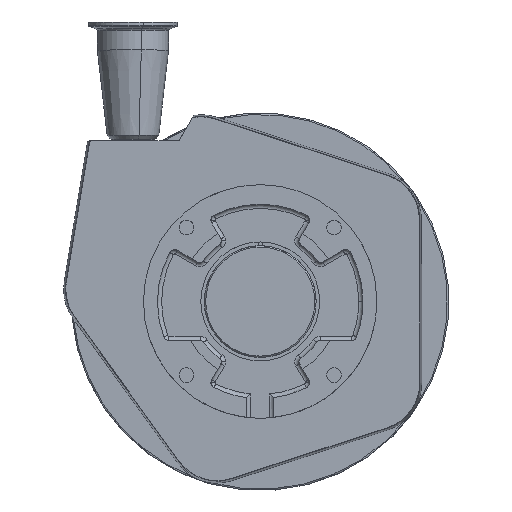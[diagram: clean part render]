
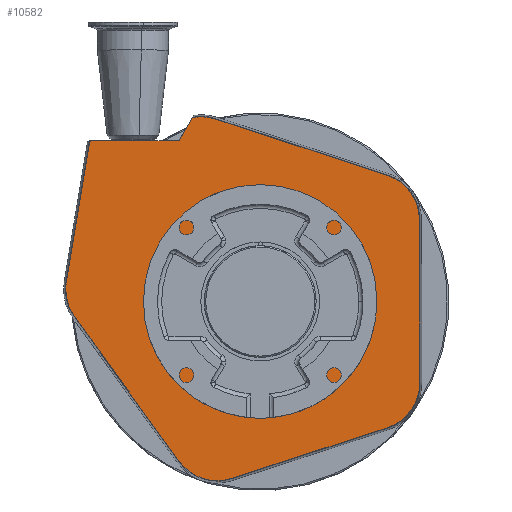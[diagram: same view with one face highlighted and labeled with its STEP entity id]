
A CAD part, top view. The second image highlights one B-rep face of the part: STEP entity #10582.
In plain terms, the highlighted planar face has unit normal (0, 0, 1).
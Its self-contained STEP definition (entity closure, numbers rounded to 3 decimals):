
#36 = CARTESIAN_POINT ( 'NONE',  ( -138.584, 14.338, -141.5 ) ) ;
#47 = CIRCLE ( 'NONE', #5005, 33.406 ) ;
#323 = CARTESIAN_POINT ( 'NONE',  ( -122.265, 112.692, -141.5 ) ) ;
#366 = ORIENTED_EDGE ( 'NONE', *, *, #1987, .T. ) ;
#496 = VECTOR ( 'NONE', #13678, 1000. ) ;
#650 = ORIENTED_EDGE ( 'NONE', *, *, #4903, .F. ) ;
#662 = CIRCLE ( 'NONE', #12815, 33.406 ) ;
#703 = DIRECTION ( 'NONE',  ( 0., -1., 0. ) ) ;
#794 = DIRECTION ( 'NONE',  ( 0., -1., 0. ) ) ;
#1054 = ORIENTED_EDGE ( 'NONE', *, *, #1097, .F. ) ;
#1097 = EDGE_CURVE ( 'NONE', #7407, #6781, #7524, .T. ) ;
#1108 = VERTEX_POINT ( 'NONE', #8719 ) ;
#1162 = CARTESIAN_POINT ( 'NONE',  ( -42.176, 98.881, -141.5 ) ) ;
#1312 = VERTEX_POINT ( 'NONE', #9281 ) ;
#1446 = DIRECTION ( 'NONE',  ( 0., 0., -1. ) ) ;
#1578 = PLANE ( 'NONE',  #13080 ) ;
#1638 = CIRCLE ( 'NONE', #12426, 55. ) ;
#1758 = ORIENTED_EDGE ( 'NONE', *, *, #11363, .F. ) ;
#1835 = CARTESIAN_POINT ( 'NONE',  ( -30.912, -94.576, -141.5 ) ) ;
#1906 = CARTESIAN_POINT ( 'NONE',  ( 80.395, 58.625, -141.5 ) ) ;
#1942 = CARTESIAN_POINT ( 'NONE',  ( -57.994, -114.136, -141.5 ) ) ;
#1987 = EDGE_CURVE ( 'NONE', #10077, #3532, #12846, .T. ) ;
#2024 = VERTEX_POINT ( 'NONE', #7416 ) ;
#2141 = CARTESIAN_POINT ( 'NONE',  ( -17.519, 185.115, -141.5 ) ) ;
#2273 = DIRECTION ( 'NONE',  ( 0., -1., 0. ) ) ;
#2387 = EDGE_CURVE ( 'NONE', #8425, #1312, #7948, .T. ) ;
#2504 = AXIS2_PLACEMENT_3D ( 'NONE', #4583, #7608, #9724 ) ;
#2903 = EDGE_CURVE ( 'NONE', #11094, #7407, #9669, .T. ) ;
#3153 = DIRECTION ( 'NONE',  ( 0.95, -0.312, 0. ) ) ;
#3191 = DIRECTION ( 'NONE',  ( -0.5, -0.866, 0. ) ) ;
#3357 = DIRECTION ( 'NONE',  ( 0., -1., 0. ) ) ;
#3521 = CARTESIAN_POINT ( 'NONE',  ( -105.628, 8.87, -141.5 ) ) ;
#3531 = VERTEX_POINT ( 'NONE', #5109 ) ;
#3532 = VERTEX_POINT ( 'NONE', #4191 ) ;
#3561 = DIRECTION ( 'NONE',  ( -0.951, -0.309, 0. ) ) ;
#4022 = VECTOR ( 'NONE', #3153, 1000. ) ;
#4064 = VECTOR ( 'NONE', #3561, 1000. ) ;
#4191 = CARTESIAN_POINT ( 'NONE',  ( -58., 115., -141.5 ) ) ;
#4212 = CARTESIAN_POINT ( 'NONE',  ( 125.679, 78.915, -141.5 ) ) ;
#4341 = AXIS2_PLACEMENT_3D ( 'NONE', #1906, #11685, #3357 ) ;
#4428 = EDGE_CURVE ( 'NONE', #8871, #8425, #9554, .T. ) ;
#4500 = ORIENTED_EDGE ( 'NONE', *, *, #4868, .F. ) ;
#4533 = CARTESIAN_POINT ( 'NONE',  ( -144.448, -21.005, -141.5 ) ) ;
#4583 = CARTESIAN_POINT ( 'NONE',  ( 0., 0., -141.5 ) ) ;
#4751 = ORIENTED_EDGE ( 'NONE', *, *, #13704, .F. ) ;
#4868 = EDGE_CURVE ( 'NONE', #10077, #8871, #662, .T. ) ;
#4903 = EDGE_CURVE ( 'NONE', #7390, #5134, #8746, .T. ) ;
#5005 = AXIS2_PLACEMENT_3D ( 'NONE', #3521, #11569, #794 ) ;
#5109 = CARTESIAN_POINT ( 'NONE',  ( 0., -55., -141.5 ) ) ;
#5134 = VERTEX_POINT ( 'NONE', #6427 ) ;
#5244 = EDGE_CURVE ( 'NONE', #10288, #7390, #12343, .T. ) ;
#5309 = ORIENTED_EDGE ( 'NONE', *, *, #13313, .F. ) ;
#5375 = CARTESIAN_POINT ( 'NONE',  ( 80.599, -58.344, -141.5 ) ) ;
#5487 = ORIENTED_EDGE ( 'NONE', *, *, #9354, .F. ) ;
#5728 = AXIS2_PLACEMENT_3D ( 'NONE', #11629, #11830, #10697 ) ;
#5836 = VERTEX_POINT ( 'NONE', #7351 ) ;
#5868 = CARTESIAN_POINT ( 'NONE',  ( 0., 175., -141.5 ) ) ;
#6045 = EDGE_CURVE ( 'NONE', #5836, #1108, #10090, .T. ) ;
#6109 = CIRCLE ( 'NONE', #2504, 55. ) ;
#6427 = CARTESIAN_POINT ( 'NONE',  ( -139.035, 8.87, -141.5 ) ) ;
#6524 = CARTESIAN_POINT ( 'NONE',  ( -132.709, -10.69, -141.5 ) ) ;
#6706 = DIRECTION ( 'NONE',  ( 0., 0., -1. ) ) ;
#6727 = AXIS2_PLACEMENT_3D ( 'NONE', #11369, #1446, #9035 ) ;
#6781 = VERTEX_POINT ( 'NONE', #13608 ) ;
#6971 = DIRECTION ( 'NONE',  ( 0., 0., -1. ) ) ;
#7321 = VERTEX_POINT ( 'NONE', #13447 ) ;
#7351 = CARTESIAN_POINT ( 'NONE',  ( 114.005, -58.286, -141.5 ) ) ;
#7390 = VERTEX_POINT ( 'NONE', #6524 ) ;
#7407 = VERTEX_POINT ( 'NONE', #323 ) ;
#7416 = CARTESIAN_POINT ( 'NONE',  ( 0., 55., -141.5 ) ) ;
#7524 = CIRCLE ( 'NONE', #5728, 4.77 ) ;
#7608 = DIRECTION ( 'NONE',  ( 0., 0., 1. ) ) ;
#7943 = CARTESIAN_POINT ( 'NONE',  ( 90.922, -90.115, -141.5 ) ) ;
#7948 = CIRCLE ( 'NONE', #4341, 33.406 ) ;
#7987 = ORIENTED_EDGE ( 'NONE', *, *, #5244, .F. ) ;
#8016 = ORIENTED_EDGE ( 'NONE', *, *, #6045, .F. ) ;
#8052 = DIRECTION ( 'NONE',  ( 0., -1., 0. ) ) ;
#8194 = FACE_BOUND ( 'NONE', #12496, .T. ) ;
#8425 = VERTEX_POINT ( 'NONE', #11821 ) ;
#8461 = ORIENTED_EDGE ( 'NONE', *, *, #2387, .F. ) ;
#8551 = DIRECTION ( 'NONE',  ( 0., 0., -1. ) ) ;
#8719 = CARTESIAN_POINT ( 'NONE',  ( 90.922, -90.115, -141.5 ) ) ;
#8746 = CIRCLE ( 'NONE', #6727, 33.406 ) ;
#8871 = VERTEX_POINT ( 'NONE', #13131 ) ;
#8952 = ORIENTED_EDGE ( 'NONE', *, *, #10827, .F. ) ;
#9024 = ORIENTED_EDGE ( 'NONE', *, *, #2903, .F. ) ;
#9035 = DIRECTION ( 'NONE',  ( 0., -1., 0. ) ) ;
#9088 = CARTESIAN_POINT ( 'NONE',  ( 0., 115., -141.5 ) ) ;
#9281 = CARTESIAN_POINT ( 'NONE',  ( 113.801, 58.683, -141.5 ) ) ;
#9325 = CARTESIAN_POINT ( 'NONE',  ( -48.352, 131.711, -141.5 ) ) ;
#9354 = EDGE_CURVE ( 'NONE', #1108, #7321, #10637, .T. ) ;
#9463 = VECTOR ( 'NONE', #10677, 1000. ) ;
#9554 = LINE ( 'NONE', #4212, #4022 ) ;
#9600 = CARTESIAN_POINT ( 'NONE',  ( 0., 0., -141.5 ) ) ;
#9669 = LINE ( 'NONE', #4533, #10145 ) ;
#9714 = EDGE_CURVE ( 'NONE', #1312, #5836, #13919, .T. ) ;
#9724 = DIRECTION ( 'NONE',  ( 0., -1., 0. ) ) ;
#9921 = ORIENTED_EDGE ( 'NONE', *, *, #9714, .F. ) ;
#9945 = CIRCLE ( 'NONE', #11079, 33.406 ) ;
#10077 = VERTEX_POINT ( 'NONE', #9325 ) ;
#10090 = CIRCLE ( 'NONE', #11902, 33.406 ) ;
#10145 = VECTOR ( 'NONE', #13063, 1000. ) ;
#10288 = VERTEX_POINT ( 'NONE', #1942 ) ;
#10294 = DIRECTION ( 'NONE',  ( 0., 0., 1. ) ) ;
#10582 = ADVANCED_FACE ( 'NONE', ( #8194, #12351 ), #1578, .T. ) ;
#10637 = LINE ( 'NONE', #7943, #4064 ) ;
#10677 = DIRECTION ( 'NONE',  ( 0.002, -1., 0. ) ) ;
#10697 = DIRECTION ( 'NONE',  ( 0., -1., 0. ) ) ;
#10726 = DIRECTION ( 'NONE',  ( 0., 0., 1. ) ) ;
#10826 = ORIENTED_EDGE ( 'NONE', *, *, #4428, .F. ) ;
#10827 = EDGE_CURVE ( 'NONE', #2024, #3531, #6109, .T. ) ;
#10850 = VECTOR ( 'NONE', #3191, 1000. ) ;
#11079 = AXIS2_PLACEMENT_3D ( 'NONE', #1835, #6971, #703 ) ;
#11094 = VERTEX_POINT ( 'NONE', #36 ) ;
#11132 = CARTESIAN_POINT ( 'NONE',  ( -36.962, -143.255, -141.5 ) ) ;
#11279 = DIRECTION ( 'NONE',  ( -0.586, 0.811, 0. ) ) ;
#11363 = EDGE_CURVE ( 'NONE', #3531, #2024, #1638, .T. ) ;
#11369 = CARTESIAN_POINT ( 'NONE',  ( -105.628, 8.87, -141.5 ) ) ;
#11569 = DIRECTION ( 'NONE',  ( 0., 0., -1. ) ) ;
#11629 = CARTESIAN_POINT ( 'NONE',  ( -117.56, 111.911, -141.5 ) ) ;
#11685 = DIRECTION ( 'NONE',  ( 0., 0., -1. ) ) ;
#11821 = CARTESIAN_POINT ( 'NONE',  ( 90.819, 90.363, -141.5 ) ) ;
#11830 = DIRECTION ( 'NONE',  ( 0., 0., -1. ) ) ;
#11902 = AXIS2_PLACEMENT_3D ( 'NONE', #5375, #6706, #2273 ) ;
#11941 = EDGE_LOOP ( 'NONE', ( #4500, #366, #13769, #1054, #9024, #5309, #650, #7987, #4751, #5487, #8016, #9921, #8461, #10826 ) ) ;
#12343 = LINE ( 'NONE', #11132, #13153 ) ;
#12351 = FACE_OUTER_BOUND ( 'NONE', #11941, .T. ) ;
#12426 = AXIS2_PLACEMENT_3D ( 'NONE', #9600, #10726, #13912 ) ;
#12489 = LINE ( 'NONE', #9088, #496 ) ;
#12496 = EDGE_LOOP ( 'NONE', ( #1758, #8952 ) ) ;
#12815 = AXIS2_PLACEMENT_3D ( 'NONE', #1162, #8551, #12863 ) ;
#12846 = LINE ( 'NONE', #2141, #10850 ) ;
#12863 = DIRECTION ( 'NONE',  ( 0., -1., 0. ) ) ;
#12868 = CARTESIAN_POINT ( 'NONE',  ( 114.005, -58.286, -141.5 ) ) ;
#13063 = DIRECTION ( 'NONE',  ( 0.164, 0.987, 0. ) ) ;
#13080 = AXIS2_PLACEMENT_3D ( 'NONE', #5868, #10294, #8052 ) ;
#13131 = CARTESIAN_POINT ( 'NONE',  ( -31.752, 130.619, -141.5 ) ) ;
#13153 = VECTOR ( 'NONE', #11279, 1000. ) ;
#13313 = EDGE_CURVE ( 'NONE', #5134, #11094, #47, .T. ) ;
#13315 = EDGE_CURVE ( 'NONE', #3532, #6781, #12489, .T. ) ;
#13447 = CARTESIAN_POINT ( 'NONE',  ( -20.589, -126.348, -141.5 ) ) ;
#13608 = CARTESIAN_POINT ( 'NONE',  ( -121.194, 115., -141.5 ) ) ;
#13678 = DIRECTION ( 'NONE',  ( -1., 0., 0. ) ) ;
#13704 = EDGE_CURVE ( 'NONE', #7321, #10288, #9945, .T. ) ;
#13769 = ORIENTED_EDGE ( 'NONE', *, *, #13315, .T. ) ;
#13912 = DIRECTION ( 'NONE',  ( 0., -1., 0. ) ) ;
#13919 = LINE ( 'NONE', #12868, #9463 ) ;
